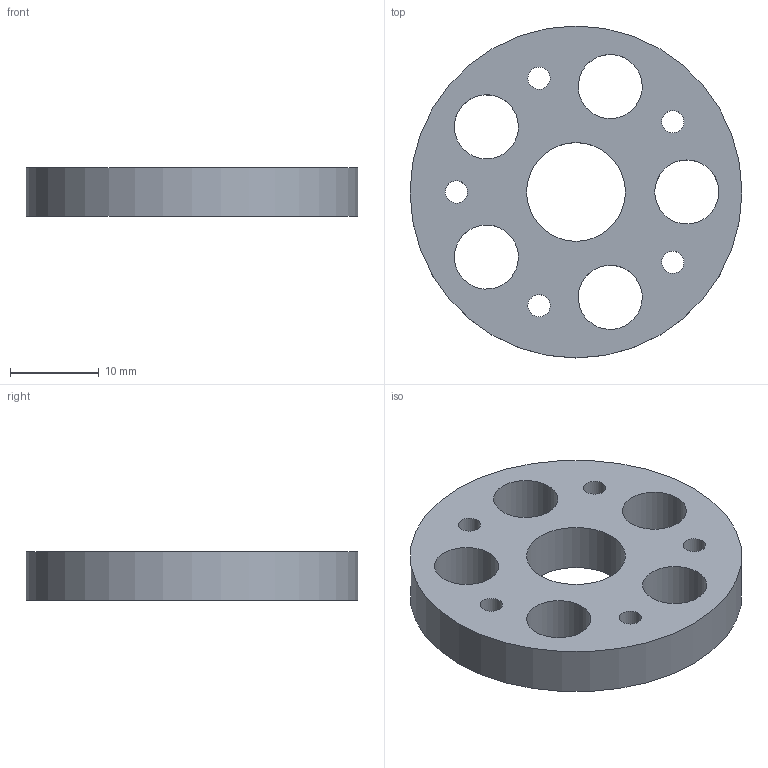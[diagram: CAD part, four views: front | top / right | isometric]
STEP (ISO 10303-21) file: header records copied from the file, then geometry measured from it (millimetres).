
FILE_DESCRIPTION(('FreeCAD Model'),'2;1');
FILE_NAME('Open CASCADE Shape Model','2022-04-28T19:51:31',(''),(''), 'Open CASCADE STEP processor 7.5','FreeCAD','Unknown');
FILE_SCHEMA(('AUTOMOTIVE_DESIGN { 1 0 10303 214 1 1 1 1 }'));
Length unit declared in the file: millimetre
Products named in the file (2): OutputShaft; OutputShaftBody
Assembly tree (1 placements, depth 2):
  OutputShaft
    OutputShaftBody
Bounding box: 37.3 x 37.3 x 5.5 mm (x, y, z)
Volume: 4223.1 mm3; surface area: 3210 mm2
Topology: 1 solids, 1 shells, 14 faces, 36 edges, 24 vertices
Faces by surface type: cylinder 12, plane 2
Full cylindrical faces by diameter (mm): 2.5 x5, 7.2 x5, 11.1 x1, 37.3 x1
Entity records: 1028 total; most frequent: CARTESIAN_POINT 208, DIRECTION 154, ORIENTED_EDGE 72, PCURVE 72, DEFINITIONAL_REPRESENTATION 72, LINE 60, VECTOR 60, AXIS2_PLACEMENT_3D 40
